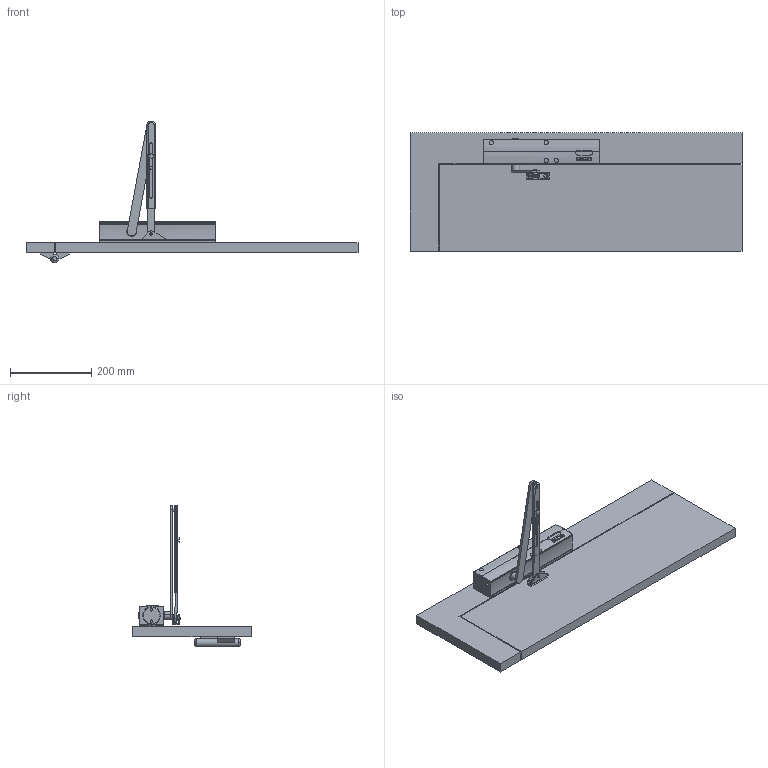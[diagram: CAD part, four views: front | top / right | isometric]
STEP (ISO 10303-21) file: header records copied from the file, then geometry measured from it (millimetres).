
FILE_DESCRIPTION(('OneSpaceDesigner STEP Export'),'2;1');
FILE_NAME('TS4000-Bandgegenseite_Kopfmontage_20510-K-002_O_Montageplatte.stp','2010-07-15T15:51:46',(''),(''),'OneSpace Designer STEP processor for AP214 (Solid Model)','OneSpace Modeling 15.50B 03-Nov-2007 (C) CoCreate Software GmbH','');
FILE_SCHEMA(('AUTOMOTIVE_DESIGN { 1 0 10303 214 1 1 1 1 }'));
Length unit declared in the file: millimetre
Products named in the file (15): 20510-2-0634_AE15; Hebel; 20510-2-2558.1; 20510-2-2036_EZ1; 20510-2-0633_AE09; 20510-2-2197_AE02; 91420A330.2.1; TS4000; MONTAGEPLATTE_TS4000_TS5000; Fluegel; Rahmen; K_Einbau_TS5000; TS_5000_Hinge; Hinge; TS4000_20510-K-002
Assembly tree (17 placements, depth 3):
  TS4000_20510-K-002
    Hinge
      TS_5000_Hinge
    K_Einbau_TS5000
      Rahmen
      Fluegel
    MONTAGEPLATTE_TS4000_TS5000
    TS4000
      91420A330.2.1  x4
      20510-2-2197_AE02
      20510-2-0633_AE09
      20510-2-2036_EZ1
      20510-2-2558.1
      Hebel
      20510-2-0634_AE15
Bounding box: 819.5 x 291.4 x 348.93 mm (x, y, z)
Volume: 6864738 mm3; surface area: 780361.9 mm2
Topology: 14 solids, 15 shells, 3669 faces, 9921 edges, 6400 vertices
Faces by surface type: plane 1824, cylinder 998, cone 609, extrusion 159, torus 72, bspline 7
Entity records: 110094 total; most frequent: CARTESIAN_POINT 38383, ORIENTED_EDGE 16056, DIRECTION 12617, EDGE_CURVE 8028, VECTOR 5717, LINE 5558, VERTEX_POINT 5257, AXIS2_PLACEMENT_3D 3450
